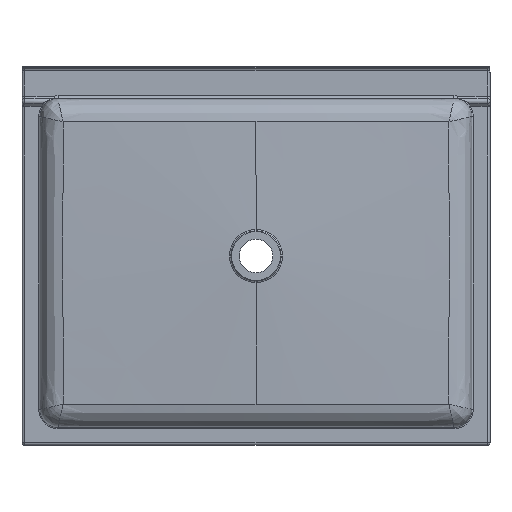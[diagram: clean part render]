
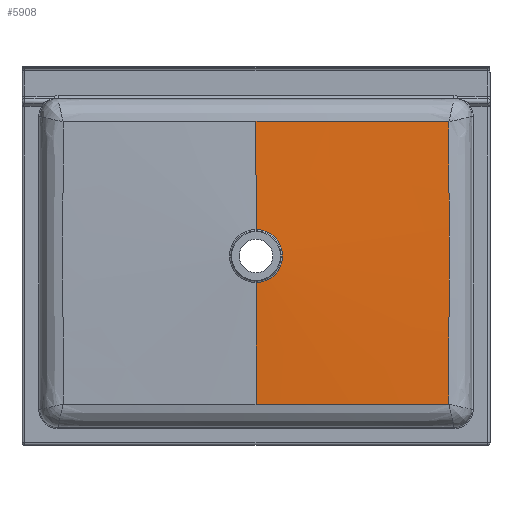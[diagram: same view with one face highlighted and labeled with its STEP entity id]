
A CAD part, front view. The second image highlights one B-rep face of the part: STEP entity #5908.
In plain terms, the highlighted conical face has half-angle 88 degrees and reference radius 59.674 mm.
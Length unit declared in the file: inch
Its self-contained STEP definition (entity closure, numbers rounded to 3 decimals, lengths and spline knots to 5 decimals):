
#28 = CARTESIAN_POINT ( 'NONE',  ( 17.32152, -3.51986, -4.8498 ) ) ;
#38 = CARTESIAN_POINT ( 'NONE',  ( 0., -3.72533, 12.07416 ) ) ;
#192 = CARTESIAN_POINT ( 'NONE',  ( 0., -3.72533, 12.07416 ) ) ;
#225 = ORIENTED_EDGE ( 'NONE', *, *, #3310, .T. ) ;
#229 = CARTESIAN_POINT ( 'NONE',  ( 7.21293, -3.61984, -13.31526 ) ) ;
#265 = DIRECTION ( 'NONE',  ( 0., 0., -1. ) ) ;
#351 = ORIENTED_EDGE ( 'NONE', *, *, #7012, .F. ) ;
#374 = VERTEX_POINT ( 'NONE', #38 ) ;
#622 = CARTESIAN_POINT ( 'NONE',  ( 17.31228, -3.42961, -11.18397 ) ) ;
#715 = VERTEX_POINT ( 'NONE', #6715 ) ;
#783 = CARTESIAN_POINT ( 'NONE',  ( 2.88591, -3.71423, 12.07224 ) ) ;
#823 = CARTESIAN_POINT ( 'NONE',  ( 1.44277, -3.68168, -13.32416 ) ) ;
#970 = CONICAL_SURFACE ( 'NONE', #5409, 2.34936, 1.536 ) ;
#1177 = CARTESIAN_POINT ( 'NONE',  ( 0., -4.06492, -2.34936 ) ) ;
#1260 = CARTESIAN_POINT ( 'NONE',  ( 17.31788, -3.48713, 7.81973 ) ) ;
#1382 = CARTESIAN_POINT ( 'NONE',  ( 7.21404, -3.65783, 12.06367 ) ) ;
#1445 = LINE ( 'NONE', #3864, #5573 ) ;
#1856 = CARTESIAN_POINT ( 'NONE',  ( 17.32402, -3.54088, 1.48515 ) ) ;
#1942 = CIRCLE ( 'NONE', #6341, 2.37809 ) ;
#1986 = CARTESIAN_POINT ( 'NONE',  ( 14.42626, -3.49152, 12.04743 ) ) ;
#2063 = CARTESIAN_POINT ( 'NONE',  ( 15.86668, -3.42469, -13.29755 ) ) ;
#2067 = ORIENTED_EDGE ( 'NONE', *, *, #6176, .T. ) ;
#2165 = DIRECTION ( 'NONE',  ( 0., 1., 0. ) ) ;
#2312 = EDGE_LOOP ( 'NONE', ( #3027, #225, #4335, #2067, #6527, #351 ) ) ;
#2446 = CARTESIAN_POINT ( 'NONE',  ( 17.32337, -3.53557, -2.73824 ) ) ;
#2571 = B_SPLINE_CURVE_WITH_KNOTS ( 'NONE', 3,
 ( #6036, #622, #3040, #5448, #28, #2446, #4860, #7273, #1856, #4272, #6679, #1260, #3680, #6078 ),
 .UNSPECIFIED., .F., .F.,
 ( 4, 2, 2, 2, 2, 2, 4 ),
 ( 0., 0.1609, 0.24136, 0.32181, 0.40226, 0.48271, 0.64362 ),
 .UNSPECIFIED. ) ;
#2648 = CARTESIAN_POINT ( 'NONE',  ( 10.09767, -3.56511, -13.30909 ) ) ;
#2981 = B_SPLINE_CURVE_WITH_KNOTS ( 'NONE', 3,
 ( #4985, #7400, #1986, #4396, #6808, #1382, #3802, #6206, #783, #3206, #5613, #192 ),
 .UNSPECIFIED., .F., .F.,
 ( 4, 2, 2, 2, 2, 4 ),
 ( 0., 0.10994, 0.21988, 0.32983, 0.3848, 0.43977 ),
 .UNSPECIFIED. ) ;
#3027 = ORIENTED_EDGE ( 'NONE', *, *, #5554, .F. ) ;
#3040 = CARTESIAN_POINT ( 'NONE',  ( 17.31591, -3.46775, -9.07268 ) ) ;
#3050 = CARTESIAN_POINT ( 'NONE',  ( 17.30881, -3.3848, -13.29518 ) ) ;
#3082 = VECTOR ( 'NONE', #3597, 39.37008 ) ;
#3156 = CARTESIAN_POINT ( 'NONE',  ( 0., -3.68168, -13.32416 ) ) ;
#3206 = CARTESIAN_POINT ( 'NONE',  ( 1.44302, -3.72306, 12.07376 ) ) ;
#3241 = CARTESIAN_POINT ( 'NONE',  ( 2.88541, -3.67336, -13.32278 ) ) ;
#3276 = CARTESIAN_POINT ( 'NONE',  ( 0., -4.06392, 0. ) ) ;
#3310 = EDGE_CURVE ( 'NONE', #715, #6250, #6592, .T. ) ;
#3510 = B_SPLINE_CURVE_WITH_KNOTS ( 'NONE', 3,
 ( #4431, #823, #3241, #5648, #229, #2648, #5062, #7472, #2063, #4474 ),
 .UNSPECIFIED., .F., .F.,
 ( 4, 2, 2, 2, 4 ),
 ( 0.43971, 0.54963, 0.65955, 0.76948, 0.8794 ),
 .UNSPECIFIED. ) ;
#3597 = DIRECTION ( 'NONE',  ( 0., 0.035, -0.999 ) ) ;
#3680 = CARTESIAN_POINT ( 'NONE',  ( 17.31436, -3.45258, 9.93108 ) ) ;
#3802 = CARTESIAN_POINT ( 'NONE',  ( 5.77144, -3.68227, 12.06715 ) ) ;
#3864 = CARTESIAN_POINT ( 'NONE',  ( 0., -4.06492, 2.34936 ) ) ;
#4127 = VERTEX_POINT ( 'NONE', #7694 ) ;
#4272 = CARTESIAN_POINT ( 'NONE',  ( 17.32273, -3.53022, 3.59676 ) ) ;
#4335 = ORIENTED_EDGE ( 'NONE', *, *, #6700, .T. ) ;
#4396 = CARTESIAN_POINT ( 'NONE',  ( 11.5415, -3.56522, 12.05347 ) ) ;
#4431 = CARTESIAN_POINT ( 'NONE',  ( 0., -3.68168, -13.32416 ) ) ;
#4474 = CARTESIAN_POINT ( 'NONE',  ( 17.30881, -3.3848, -13.29518 ) ) ;
#4576 = DIRECTION ( 'NONE',  ( 0., 0., 1. ) ) ;
#4860 = CARTESIAN_POINT ( 'NONE',  ( 17.32395, -3.54027, -1.68242 ) ) ;
#4985 = CARTESIAN_POINT ( 'NONE',  ( 17.31088, -3.41057, 12.04235 ) ) ;
#5008 = VERTEX_POINT ( 'NONE', #5117 ) ;
#5062 = CARTESIAN_POINT ( 'NONE',  ( 11.53997, -3.53297, -13.30596 ) ) ;
#5117 = CARTESIAN_POINT ( 'NONE',  ( 0., -4.06392, 2.37809 ) ) ;
#5167 = FACE_OUTER_BOUND ( 'NONE', #2312, .T. ) ;
#5409 = AXIS2_PLACEMENT_3D ( 'NONE', #7578, #2165, #4576 ) ;
#5448 = CARTESIAN_POINT ( 'NONE',  ( 17.32026, -3.50885, -5.90555 ) ) ;
#5457 = EDGE_CURVE ( 'NONE', #4127, #374, #2981, .T. ) ;
#5554 = EDGE_CURVE ( 'NONE', #715, #5008, #1942, .T. ) ;
#5573 = VECTOR ( 'NONE', #6264, 39.37008 ) ;
#5613 = CARTESIAN_POINT ( 'NONE',  ( 0.72152, -3.72533, 12.07416 ) ) ;
#5648 = CARTESIAN_POINT ( 'NONE',  ( 5.77049, -3.64237, -13.31829 ) ) ;
#5681 = DIRECTION ( 'NONE',  ( 0., -1., 0. ) ) ;
#5793 = VERTEX_POINT ( 'NONE', #3050 ) ;
#5908 = ADVANCED_FACE ( 'NONE', ( #5167 ), #970, .T. ) ;
#6036 = CARTESIAN_POINT ( 'NONE',  ( 17.30881, -3.3848, -13.29518 ) ) ;
#6078 = CARTESIAN_POINT ( 'NONE',  ( 17.31088, -3.41057, 12.04235 ) ) ;
#6176 = EDGE_CURVE ( 'NONE', #5793, #4127, #2571, .T. ) ;
#6206 = CARTESIAN_POINT ( 'NONE',  ( 3.60732, -3.70765, 12.07113 ) ) ;
#6250 = VERTEX_POINT ( 'NONE', #3156 ) ;
#6264 = DIRECTION ( 'NONE',  ( 0., 0.035, 0.999 ) ) ;
#6341 = AXIS2_PLACEMENT_3D ( 'NONE', #3276, #5681, #265 ) ;
#6527 = ORIENTED_EDGE ( 'NONE', *, *, #5457, .T. ) ;
#6592 = LINE ( 'NONE', #1177, #3082 ) ;
#6679 = CARTESIAN_POINT ( 'NONE',  ( 17.32171, -3.52162, 4.65252 ) ) ;
#6700 = EDGE_CURVE ( 'NONE', #6250, #5793, #3510, .T. ) ;
#6715 = CARTESIAN_POINT ( 'NONE',  ( 0., -4.06392, -2.37809 ) ) ;
#6808 = CARTESIAN_POINT ( 'NONE',  ( 10.09907, -3.59928, 12.05683 ) ) ;
#7012 = EDGE_CURVE ( 'NONE', #5008, #374, #1445, .T. ) ;
#7273 = CARTESIAN_POINT ( 'NONE',  ( 17.32428, -3.54293, 0.42931 ) ) ;
#7400 = CARTESIAN_POINT ( 'NONE',  ( 15.86858, -3.45187, 12.04473 ) ) ;
#7472 = CARTESIAN_POINT ( 'NONE',  ( 14.42449, -3.46276, -13.30019 ) ) ;
#7578 = CARTESIAN_POINT ( 'NONE',  ( 0., -4.06492, 0. ) ) ;
#7694 = CARTESIAN_POINT ( 'NONE',  ( 17.31088, -3.41057, 12.04235 ) ) ;
